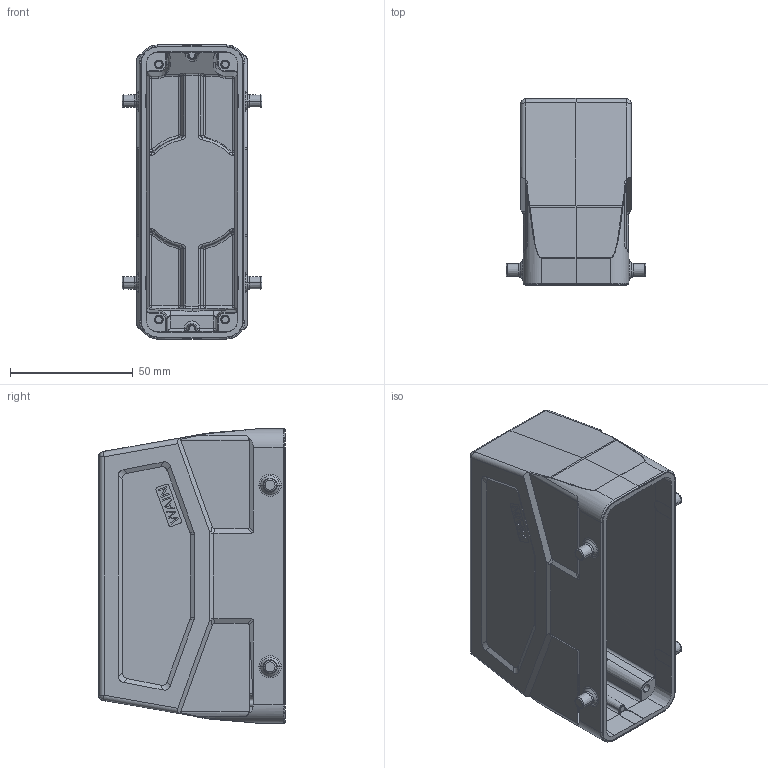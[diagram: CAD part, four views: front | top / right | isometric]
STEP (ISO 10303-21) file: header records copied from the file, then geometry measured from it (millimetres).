
FILE_DESCRIPTION(/* description */ (''),/* implementation_level */ '2;1');
FILE_NAME(/* name */ '3D_1121245305007_W24B-MSEH-4B-PG29_V1.1.dxf.stp',/* time_stamp */ '2023-12-05T20:23:13+08:00',/* author */ (''),/* organization */ (''),/* preprocessor_version */ 'ST-DEVELOPER v18.1',/* originating_system */ 'SIEMENS PLM Software NX 1980',/* authorisation */ '');
FILE_SCHEMA (('AP203_CONFIGURATION_CONTROLLED_3D_DESIGN_OF_MECHANICAL_PARTS_AND_ASSEMBLIES_MIM_LF { 1 0 10303 403 2 1 2}'));
Length unit declared in the file: millimetre
Products named in the file (1): temp2
Bounding box: 57 x 76 x 120 mm (x, y, z)
Volume: 96516.4 mm3; surface area: 52408.1 mm2
Topology: 3 solids, 3 shells, 562 faces, 1382 edges, 851 vertices
Faces by surface type: plane 232, cylinder 176, torus 73, cone 32, bspline 23, sphere 23, extrusion 2, revolution 1
Entity records: 19474 total; most frequent: CARTESIAN_POINT 6914, ORIENTED_EDGE 2764, DIRECTION 2317, EDGE_CURVE 1382, VERTEX_POINT 851, AXIS2_PLACEMENT_3D 823, VECTOR 670, LINE 668
